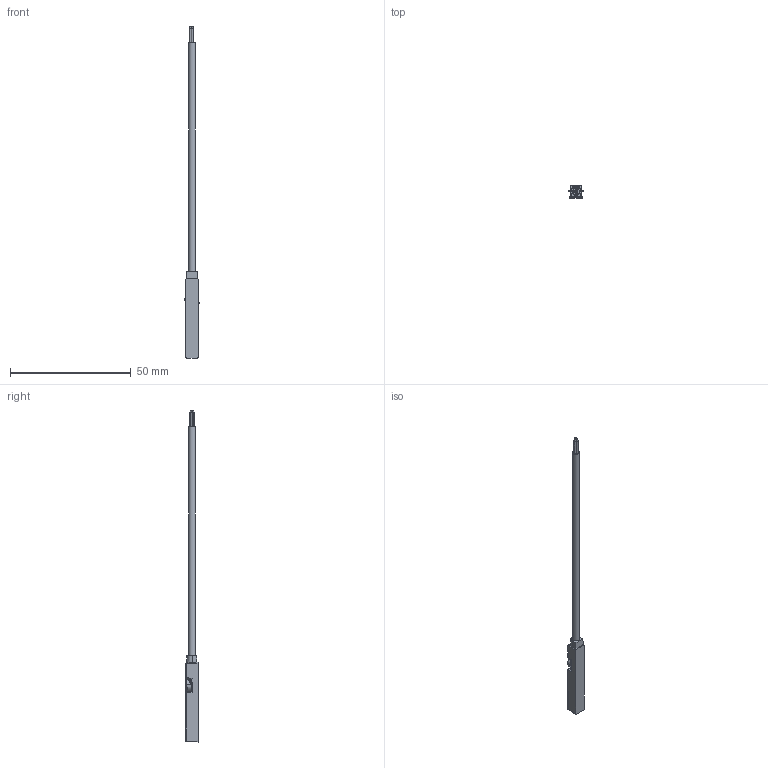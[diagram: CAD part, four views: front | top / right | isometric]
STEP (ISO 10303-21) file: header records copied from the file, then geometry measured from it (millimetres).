
FILE_DESCRIPTION((''),'2;1');
FILE_NAME('C2027-C2028_SW0002','2020-09-16T',('Stark'),(''),'CREO PARAMETRIC BY PTC INC, 2014500','CREO PARAMETRIC BY PTC INC, 2014500','');
FILE_SCHEMA(('CONFIG_CONTROL_DESIGN'));
Length unit declared in the file: millimetre
Products named in the file (1): C2027-C2028_SW0002
Bounding box: 6.1 x 5 x 137.7 mm (x, y, z)
Volume: 1422 mm3; surface area: 1701.2 mm2
Topology: 1 solids, 1 shells, 266 faces, 688 edges, 431 vertices
Faces by surface type: bspline 132, plane 60, cylinder 40, sphere 16, cone 12, torus 6
Entity records: 29933 total; most frequent: CARTESIAN_POINT 24546, ORIENTED_EDGE 1376, EDGE_CURVE 688, DIRECTION 681, VERTEX_POINT 431, B_SPLINE_CURVE_WITH_KNOTS 403, EDGE_LOOP 273, FACE_OUTER_BOUND 266
